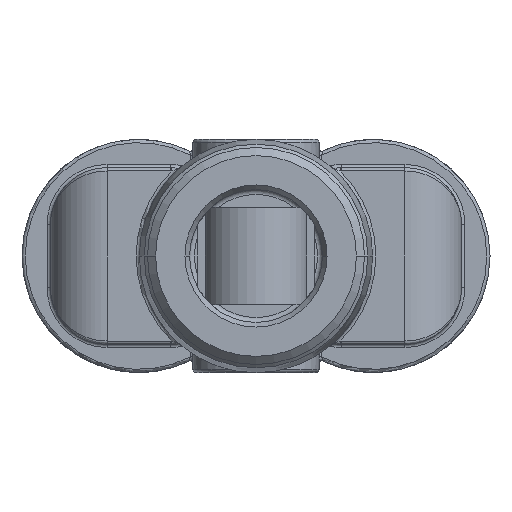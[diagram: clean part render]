
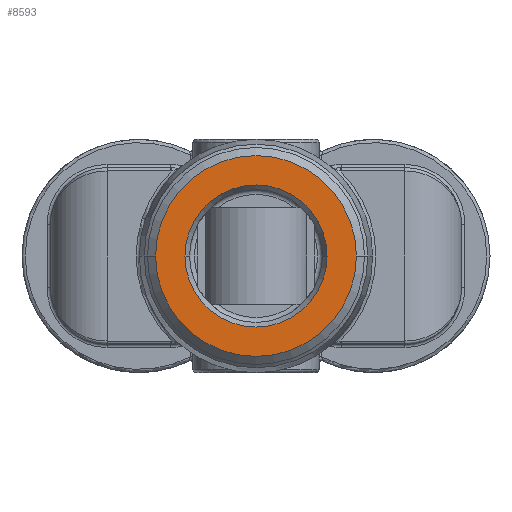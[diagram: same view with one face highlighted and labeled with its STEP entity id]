
A CAD part, front view. The second image highlights one B-rep face of the part: STEP entity #8593.
In plain terms, the highlighted planar face has unit normal (0, -1, 0).
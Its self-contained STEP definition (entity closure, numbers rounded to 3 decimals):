
#2159=CARTESIAN_POINT('',(0.,-5.7,0.));
#2160=DIRECTION('',(0.,-1.,0.));
#2161=DIRECTION('',(1.,0.,0.));
#2162=AXIS2_PLACEMENT_3D('',#2159,#2160,#2161);
#2172=CARTESIAN_POINT('',(0.,-5.7,0.));
#2173=DIRECTION('',(0.,1.,0.));
#2174=DIRECTION('',(1.,0.,0.));
#2175=AXIS2_PLACEMENT_3D('',#2172,#2173,#2174);
#2177=CARTESIAN_POINT('',(0.,-5.7,0.));
#2178=DIRECTION('',(0.,1.,0.));
#2179=DIRECTION('',(1.,0.,0.));
#2180=AXIS2_PLACEMENT_3D('',#2177,#2178,#2179);
#2182=CARTESIAN_POINT('',(0.,-5.7,0.));
#2183=DIRECTION('',(0.,-1.,0.));
#2184=DIRECTION('',(1.,0.,0.));
#2185=AXIS2_PLACEMENT_3D('',#2182,#2183,#2184);
#3795=CARTESIAN_POINT('',(4.389,-5.7,0.));
#3797=VERTEX_POINT('',#3795);
#3798=CARTESIAN_POINT('',(6.2,-5.7,0.));
#3800=VERTEX_POINT('',#3798);
#3805=CARTESIAN_POINT('',(-4.389,-5.7,0.));
#3807=VERTEX_POINT('',#3805);
#3808=CARTESIAN_POINT('',(-6.2,-5.7,0.));
#3810=VERTEX_POINT('',#3808);
#8578=CARTESIAN_POINT('',(0.,-5.7,0.));
#8579=DIRECTION('',(0.,-1.,0.));
#8580=DIRECTION('',(-1.,0.,0.));
#8581=AXIS2_PLACEMENT_3D('',#8578,#8579,#8580);
#8582=PLANE('',#8581);
#8583=ORIENTED_EDGE('',*,*,#8557,.F.);
#8584=ORIENTED_EDGE('',*,*,#8573,.T.);
#8585=EDGE_LOOP('',(#8583,#8584));
#8586=FACE_OUTER_BOUND('',#8585,.F.);
#8588=ORIENTED_EDGE('',*,*,#8587,.F.);
#8590=ORIENTED_EDGE('',*,*,#8589,.T.);
#8591=EDGE_LOOP('',(#8588,#8590));
#8592=FACE_BOUND('',#8591,.F.);
#8593=ADVANCED_FACE('',(#8586,#8592),#8582,.T.);
#2163=CIRCLE('',#2162,6.2);
#2176=CIRCLE('',#2175,6.2);
#2181=CIRCLE('',#2180,4.389);
#2186=CIRCLE('',#2185,4.389);
#8557=EDGE_CURVE('',#3800,#3810,#2163,.T.);
#8573=EDGE_CURVE('',#3800,#3810,#2176,.T.);
#8587=EDGE_CURVE('',#3797,#3807,#2181,.T.);
#8589=EDGE_CURVE('',#3797,#3807,#2186,.T.);
